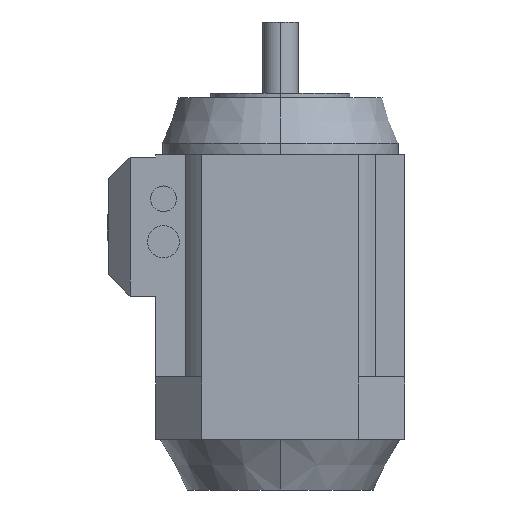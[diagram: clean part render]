
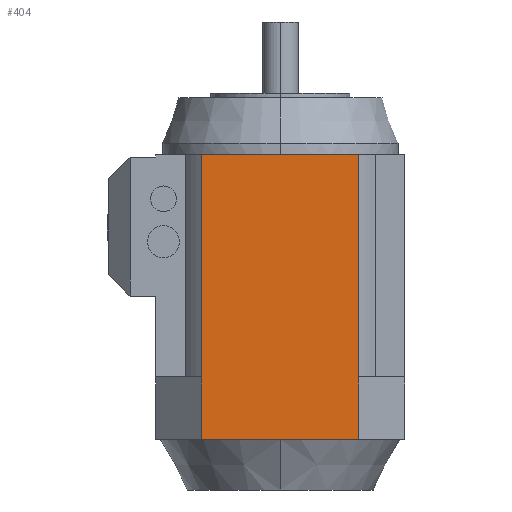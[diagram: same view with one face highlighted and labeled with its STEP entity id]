
A CAD part, left-side view. The second image highlights one B-rep face of the part: STEP entity #404.
In plain terms, the highlighted planar face has unit normal (-1, 0, 0).
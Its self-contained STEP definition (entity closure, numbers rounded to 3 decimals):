
#174=PLANE('',#2997);
#404=ADVANCED_FACE('',(#562),#174,.T.);
#562=FACE_OUTER_BOUND('',#748,.T.);
#748=EDGE_LOOP('',(#1568,#1569,#1570,#1571,#1572,#1573));
#1568=ORIENTED_EDGE('',*,*,#1945,.T.);
#1569=ORIENTED_EDGE('',*,*,#1993,.F.);
#1570=ORIENTED_EDGE('',*,*,#2209,.F.);
#1571=ORIENTED_EDGE('',*,*,#2212,.T.);
#1572=ORIENTED_EDGE('',*,*,#2210,.T.);
#1573=ORIENTED_EDGE('',*,*,#1970,.T.);
#1672=VERTEX_POINT('',#3977);
#1673=VERTEX_POINT('',#3979);
#1682=VERTEX_POINT('',#4028);
#1695=VERTEX_POINT('',#4074);
#1834=VERTEX_POINT('',#4716);
#1835=VERTEX_POINT('',#4720);
#1945=EDGE_CURVE('',#1673,#1672,#2257,.T.);
#1970=EDGE_CURVE('',#1682,#1673,#2271,.T.);
#1993=EDGE_CURVE('',#1695,#1672,#2292,.T.);
#2209=EDGE_CURVE('',#1834,#1695,#2485,.T.);
#2210=EDGE_CURVE('',#1835,#1682,#2486,.T.);
#2212=EDGE_CURVE('',#1834,#1835,#2488,.T.);
#2257=LINE('',#3978,#2533);
#2271=LINE('',#4029,#2547);
#2292=LINE('',#4075,#2568);
#2485=LINE('',#4717,#2761);
#2486=LINE('',#4719,#2762);
#2488=LINE('',#4723,#2764);
#2533=VECTOR('',#3259,1.);
#2547=VECTOR('',#3327,1.);
#2568=VECTOR('',#3372,1.);
#2761=VECTOR('',#3729,1.);
#2762=VECTOR('',#3732,1.);
#2764=VECTOR('',#3736,1.);
#2997=AXIS2_PLACEMENT_3D('',#4724,#3737,#3738);
#3259=DIRECTION('',(0.,1.,0.));
#3327=DIRECTION('',(0.,0.,1.));
#3372=DIRECTION('',(0.,0.,1.));
#3729=DIRECTION('',(0.,0.,1.));
#3732=DIRECTION('',(0.,0.,1.));
#3736=DIRECTION('',(0.,-1.,0.));
#3737=DIRECTION('',(-1.,0.,0.));
#3738=DIRECTION('',(0.,0.,-1.));
#3977=CARTESIAN_POINT('',(-98.5,62.013,225.5));
#3978=CARTESIAN_POINT('',(-98.5,-62.013,225.5));
#3979=CARTESIAN_POINT('',(-98.5,-62.013,225.5));
#4028=CARTESIAN_POINT('',(-98.5,-62.013,49.5));
#4029=CARTESIAN_POINT('',(-98.5,-62.013,49.5));
#4074=CARTESIAN_POINT('',(-98.5,62.013,49.5));
#4075=CARTESIAN_POINT('',(-98.5,62.013,49.5));
#4716=CARTESIAN_POINT('',(-98.5,62.013,0.));
#4717=CARTESIAN_POINT('',(-98.5,62.013,0.));
#4719=CARTESIAN_POINT('',(-98.5,-62.013,0.));
#4720=CARTESIAN_POINT('',(-98.5,-62.013,0.));
#4723=CARTESIAN_POINT('',(-98.5,62.013,0.));
#4724=CARTESIAN_POINT('',(-98.5,-62.013,0.));
